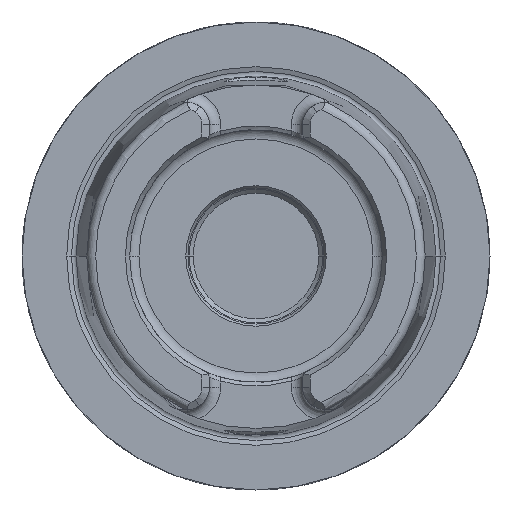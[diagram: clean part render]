
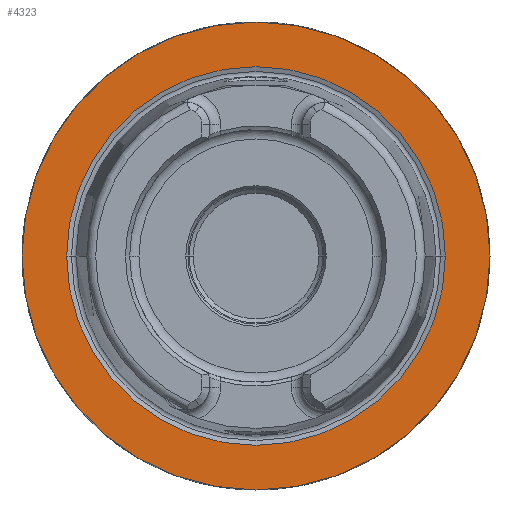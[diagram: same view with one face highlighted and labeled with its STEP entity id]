
A CAD part, left-side view. The second image highlights one B-rep face of the part: STEP entity #4323.
In plain terms, the highlighted planar face has unit normal (-1, 0, 0).
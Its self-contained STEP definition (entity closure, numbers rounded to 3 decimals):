
#1068=CARTESIAN_POINT('',(0.,0.,0.));
#1069=DIRECTION('',(1.,0.,0.));
#1070=DIRECTION('',(0.,1.,0.));
#1071=AXIS2_PLACEMENT_3D('',#1068,#1069,#1070);
#1073=CARTESIAN_POINT('',(0.,0.,0.));
#1074=DIRECTION('',(-1.,0.,0.));
#1075=DIRECTION('',(0.,1.,0.));
#1076=AXIS2_PLACEMENT_3D('',#1073,#1074,#1075);
#1078=CARTESIAN_POINT('',(0.,0.,0.));
#1079=DIRECTION('',(-1.,0.,0.));
#1080=DIRECTION('',(0.,-1.,0.));
#1081=AXIS2_PLACEMENT_3D('',#1078,#1079,#1080);
#1083=CARTESIAN_POINT('',(0.,0.,0.));
#1084=DIRECTION('',(-1.,0.,0.));
#1085=DIRECTION('',(0.,1.,0.));
#1086=AXIS2_PLACEMENT_3D('',#1083,#1084,#1085);
#2592=CARTESIAN_POINT('',(0.,31.5,0.));
#2593=CARTESIAN_POINT('',(0.,-31.5,0.));
#2594=VERTEX_POINT('',#2592);
#2595=VERTEX_POINT('',#2593);
#2620=CARTESIAN_POINT('',(0.,-25.49,0.));
#2621=VERTEX_POINT('',#2620);
#2622=CARTESIAN_POINT('',(0.,25.49,0.));
#2623=VERTEX_POINT('',#2622);
#4308=CARTESIAN_POINT('',(0.,0.,0.));
#4309=DIRECTION('',(1.,0.,0.));
#4310=DIRECTION('',(0.,-1.,0.));
#4311=AXIS2_PLACEMENT_3D('',#4308,#4309,#4310);
#4312=PLANE('',#4311);
#4314=ORIENTED_EDGE('',*,*,#4313,.T.);
#4316=ORIENTED_EDGE('',*,*,#4315,.F.);
#4317=EDGE_LOOP('',(#4314,#4316));
#4318=FACE_OUTER_BOUND('',#4317,.F.);
#4319=ORIENTED_EDGE('',*,*,#4303,.T.);
#4320=ORIENTED_EDGE('',*,*,#4287,.T.);
#4321=EDGE_LOOP('',(#4319,#4320));
#4322=FACE_BOUND('',#4321,.F.);
#4323=ADVANCED_FACE('',(#4318,#4322),#4312,.F.);
#1072=CIRCLE('',#1071,31.5);
#1077=CIRCLE('',#1076,31.5);
#1082=CIRCLE('',#1081,25.49);
#1087=CIRCLE('',#1086,25.49);
#4287=EDGE_CURVE('',#2623,#2621,#1087,.T.);
#4303=EDGE_CURVE('',#2621,#2623,#1082,.T.);
#4313=EDGE_CURVE('',#2594,#2595,#1072,.T.);
#4315=EDGE_CURVE('',#2594,#2595,#1077,.T.);
